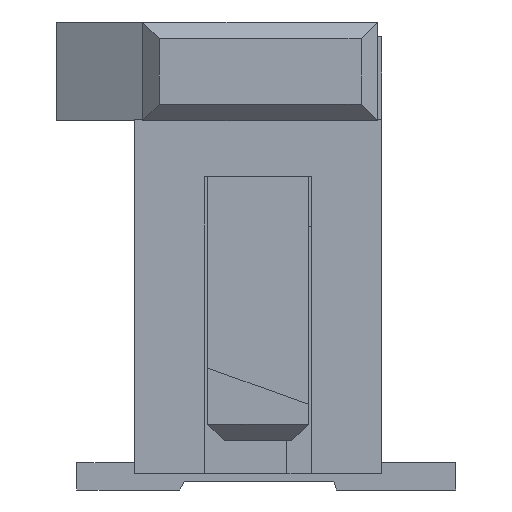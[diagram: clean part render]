
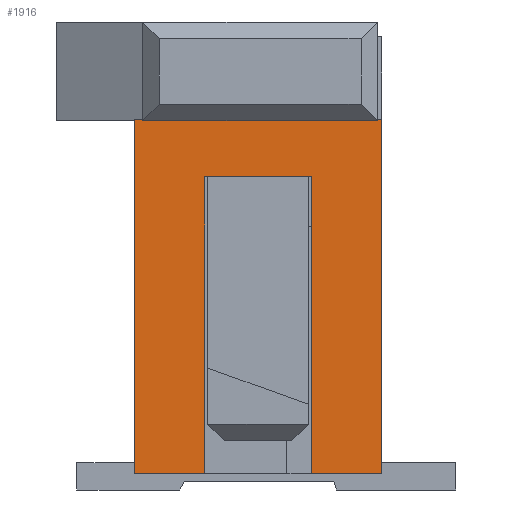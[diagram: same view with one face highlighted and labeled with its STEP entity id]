
A CAD part, left-side view. The second image highlights one B-rep face of the part: STEP entity #1916.
In plain terms, the highlighted planar face has unit normal (-1, 0, 0).
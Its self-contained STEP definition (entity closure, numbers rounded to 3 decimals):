
#400 = VERTEX_POINT('',#401);
#401 = CARTESIAN_POINT('',(-10.3,-1.46,0.2
    ));
#407 = EDGE_CURVE('',#400,#408,#410,.T.);
#408 = VERTEX_POINT('',#409);
#409 = CARTESIAN_POINT('',(-10.3,-0.61,0.2
    ));
#410 = LINE('',#411,#412);
#411 = CARTESIAN_POINT('',(-10.3,-1.46,0.2
    ));
#412 = VECTOR('',#413,1.);
#413 = DIRECTION('',(0.,1.,0.));
#448 = VERTEX_POINT('',#449);
#449 = CARTESIAN_POINT('',(-10.3,0.69,0.2)
  );
#455 = EDGE_CURVE('',#448,#456,#458,.T.);
#456 = VERTEX_POINT('',#457);
#457 = CARTESIAN_POINT('',(-10.3,1.54,0.2)
  );
#458 = LINE('',#459,#460);
#459 = CARTESIAN_POINT('',(-10.3,0.69,0.2)
  );
#460 = VECTOR('',#461,1.);
#461 = DIRECTION('',(0.,1.,0.));
#822 = VERTEX_POINT('',#823);
#823 = CARTESIAN_POINT('',(-10.3,1.54,4.5)
  );
#829 = EDGE_CURVE('',#830,#822,#832,.T.);
#830 = VERTEX_POINT('',#831);
#831 = CARTESIAN_POINT('',(-10.3,1.44,4.5)
  );
#832 = LINE('',#833,#834);
#833 = CARTESIAN_POINT('',(-10.3,1.44,4.5)
  );
#834 = VECTOR('',#835,1.);
#835 = DIRECTION('',(0.,1.,0.));
#851 = EDGE_CURVE('',#852,#854,#856,.T.);
#852 = VERTEX_POINT('',#853);
#853 = CARTESIAN_POINT('',(-10.3,-1.46,4.5
    ));
#854 = VERTEX_POINT('',#855);
#855 = CARTESIAN_POINT('',(-10.3,-1.41,4.5
    ));
#856 = LINE('',#857,#858);
#857 = CARTESIAN_POINT('',(-10.3,-1.46,4.5
    ));
#858 = VECTOR('',#859,1.);
#859 = DIRECTION('',(0.,1.,0.));
#1601 = VERTEX_POINT('',#1602);
#1602 = CARTESIAN_POINT('',(-10.3,1.44,4.48
    ));
#1608 = EDGE_CURVE('',#1609,#1601,#1611,.T.);
#1609 = VERTEX_POINT('',#1610);
#1610 = CARTESIAN_POINT('',(-10.3,-1.41,
    4.48));
#1611 = LINE('',#1612,#1613);
#1612 = CARTESIAN_POINT('',(-10.3,-1.41,
    4.48));
#1613 = VECTOR('',#1614,1.);
#1614 = DIRECTION('',(0.,1.,0.));
#1904 = EDGE_CURVE('',#1601,#830,#1905,.T.);
#1905 = LINE('',#1906,#1907);
#1906 = CARTESIAN_POINT('',(-10.3,1.44,4.48
    ));
#1907 = VECTOR('',#1908,1.);
#1908 = DIRECTION('',(0.,0.,1.));
#1916 = ADVANCED_FACE('',(#1917),#1965,.T.);
#1917 = FACE_BOUND('',#1918,.T.);
#1918 = EDGE_LOOP('',(#1919,#1920,#1921,#1927,#1928,#1936,#1944,#1950,
    #1951,#1957,#1958,#1964));
#1919 = ORIENTED_EDGE('',*,*,#1904,.T.);
#1920 = ORIENTED_EDGE('',*,*,#829,.T.);
#1921 = ORIENTED_EDGE('',*,*,#1922,.F.);
#1922 = EDGE_CURVE('',#456,#822,#1923,.T.);
#1923 = LINE('',#1924,#1925);
#1924 = CARTESIAN_POINT('',(-10.3,1.54,0.2
    ));
#1925 = VECTOR('',#1926,1.);
#1926 = DIRECTION('',(0.,0.,1.));
#1927 = ORIENTED_EDGE('',*,*,#455,.F.);
#1928 = ORIENTED_EDGE('',*,*,#1929,.T.);
#1929 = EDGE_CURVE('',#448,#1930,#1932,.T.);
#1930 = VERTEX_POINT('',#1931);
#1931 = CARTESIAN_POINT('',(-10.3,0.69,3.8
    ));
#1932 = LINE('',#1933,#1934);
#1933 = CARTESIAN_POINT('',(-10.3,0.69,0.2
    ));
#1934 = VECTOR('',#1935,1.);
#1935 = DIRECTION('',(0.,0.,1.));
#1936 = ORIENTED_EDGE('',*,*,#1937,.T.);
#1937 = EDGE_CURVE('',#1930,#1938,#1940,.T.);
#1938 = VERTEX_POINT('',#1939);
#1939 = CARTESIAN_POINT('',(-10.3,-0.61,
    3.8));
#1940 = LINE('',#1941,#1942);
#1941 = CARTESIAN_POINT('',(-10.3,0.69,3.8
    ));
#1942 = VECTOR('',#1943,1.);
#1943 = DIRECTION('',(0.,-1.,0.));
#1944 = ORIENTED_EDGE('',*,*,#1945,.F.);
#1945 = EDGE_CURVE('',#408,#1938,#1946,.T.);
#1946 = LINE('',#1947,#1948);
#1947 = CARTESIAN_POINT('',(-10.3,-0.61,
    0.2));
#1948 = VECTOR('',#1949,1.);
#1949 = DIRECTION('',(0.,0.,1.));
#1950 = ORIENTED_EDGE('',*,*,#407,.F.);
#1951 = ORIENTED_EDGE('',*,*,#1952,.T.);
#1952 = EDGE_CURVE('',#400,#852,#1953,.T.);
#1953 = LINE('',#1954,#1955);
#1954 = CARTESIAN_POINT('',(-10.3,-1.46,
    0.2));
#1955 = VECTOR('',#1956,1.);
#1956 = DIRECTION('',(0.,0.,1.));
#1957 = ORIENTED_EDGE('',*,*,#851,.T.);
#1958 = ORIENTED_EDGE('',*,*,#1959,.F.);
#1959 = EDGE_CURVE('',#1609,#854,#1960,.T.);
#1960 = LINE('',#1961,#1962);
#1961 = CARTESIAN_POINT('',(-10.3,-1.41,
    4.48));
#1962 = VECTOR('',#1963,1.);
#1963 = DIRECTION('',(0.,0.,1.));
#1964 = ORIENTED_EDGE('',*,*,#1608,.T.);
#1965 = PLANE('',#1966);
#1966 = AXIS2_PLACEMENT_3D('',#1967,#1968,#1969);
#1967 = CARTESIAN_POINT('',(-10.3,1.54,4.5
    ));
#1968 = DIRECTION('',(-1.,0.,0.));
#1969 = DIRECTION('',(0.,-1.,0.));
